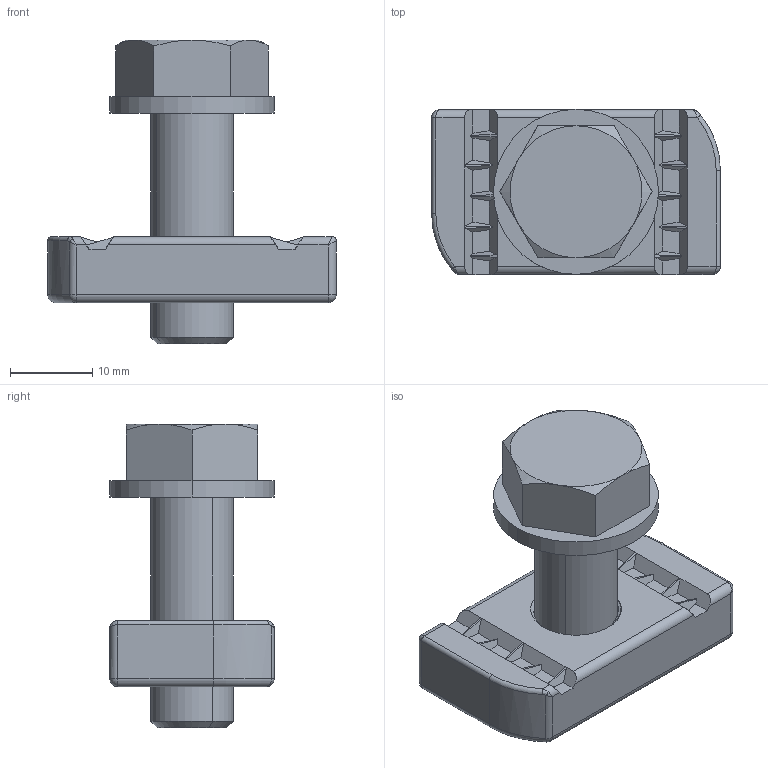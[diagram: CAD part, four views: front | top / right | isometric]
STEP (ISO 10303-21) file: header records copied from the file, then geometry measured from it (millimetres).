
FILE_DESCRIPTION((''),'2;1');
FILE_NAME('650651_ASM','2019-10-29T15:43:24',('tomasz.grudniewski'),(''),'CREO PARAMETRIC BY PTC INC, 2019080','CREO PARAMETRIC BY PTC INC, 2019080','');
FILE_SCHEMA(('CONFIG_CONTROL_DESIGN'));
Length unit declared in the file: millimetre
Products named in the file (4): NRM10; IHSCO403; PP10; 650651_ASM
Assembly tree (3 placements, depth 2):
  650651_ASM
    NRM10
    IHSCO403
    PP10
Bounding box: 35 x 20 x 36.85 mm (x, y, z)
Volume: 8905.1 mm3; surface area: 4809.7 mm2
Topology: 3 solids, 3 shells, 137 faces, 346 edges, 216 vertices
Faces by surface type: plane 65, cylinder 38, bspline 12, cone 12, torus 6, sphere 4
Entity records: 6372 total; most frequent: CARTESIAN_POINT 3128, ORIENTED_EDGE 692, DIRECTION 593, EDGE_CURVE 346, VERTEX_POINT 216, VECTOR 213, LINE 213, AXIS2_PLACEMENT_3D 190
